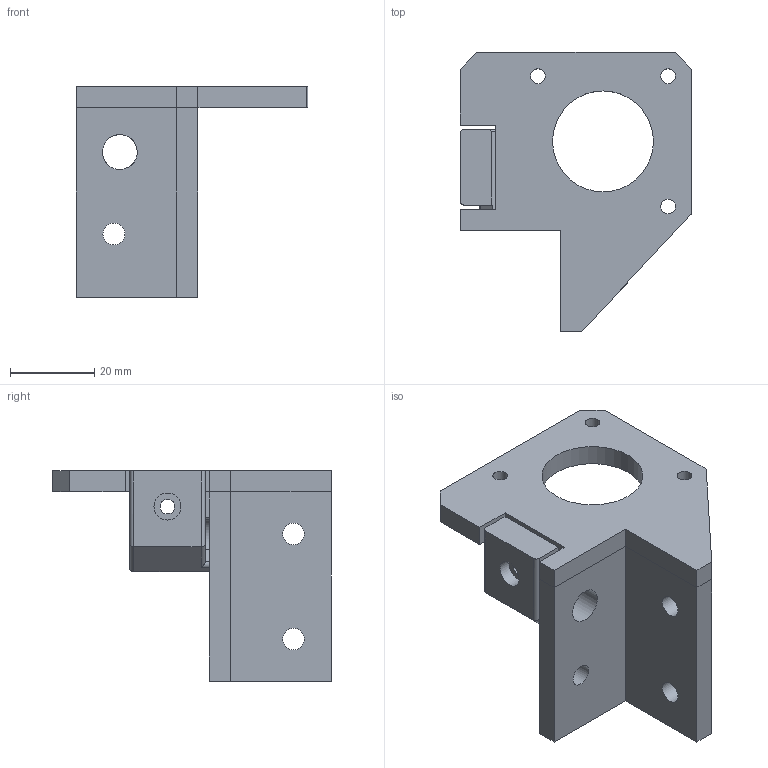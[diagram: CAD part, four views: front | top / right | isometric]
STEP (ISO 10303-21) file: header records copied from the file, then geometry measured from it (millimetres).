
FILE_DESCRIPTION(('FreeCAD Model'),'2;1');
FILE_NAME('Corelia_0_XY_stepper_mount_mirror.step','2018-03-24T10:51:02',('Author'),(''), 'Open CASCADE STEP processor 7.1','FreeCAD','Unknown');
FILE_SCHEMA(('AUTOMOTIVE_DESIGN { 1 0 10303 214 1 1 1 1 }'));
Length unit declared in the file: millimetre
Products named in the file (1): Body_(Mirror_#1)
Bounding box: 55.15 x 66.3 x 50 mm (x, y, z)
Volume: 27406.8 mm3; surface area: 13443.1 mm2
Topology: 1 solids, 1 shells, 79 faces, 209 edges, 133 vertices
Faces by surface type: plane 49, cylinder 26, cone 4
Full cylindrical faces by diameter (mm): 3.5 x5, 5.2 x3, 6.4 x1, 8.3 x1, 24 x1
Entity records: 5315 total; most frequent: CARTESIAN_POINT 1020, DIRECTION 813, LINE 523, VECTOR 523, ORIENTED_EDGE 418, PCURVE 418, DEFINITIONAL_REPRESENTATION 418, EDGE_CURVE 209
